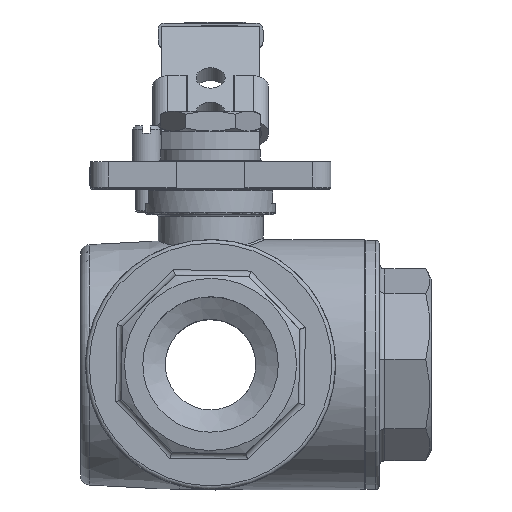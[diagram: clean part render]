
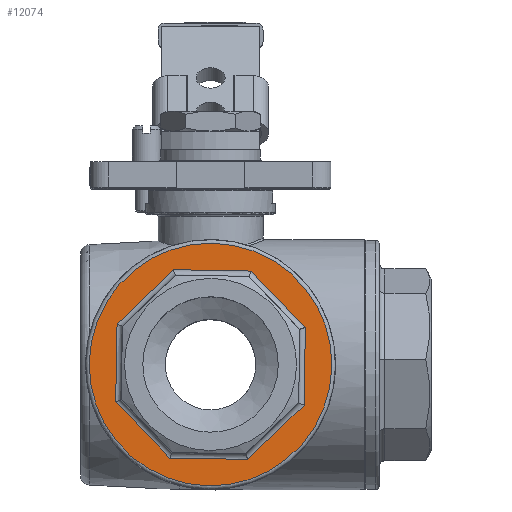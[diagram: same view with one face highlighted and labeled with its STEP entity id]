
A CAD part, top view. The second image highlights one B-rep face of the part: STEP entity #12074.
In plain terms, the highlighted face is planar.
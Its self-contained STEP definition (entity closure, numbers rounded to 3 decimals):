
#580=LINE('',#16764,#1695);
#583=LINE('',#16774,#1698);
#584=LINE('',#16779,#1699);
#587=LINE('',#16786,#1702);
#588=LINE('',#16791,#1703);
#591=LINE('',#16798,#1706);
#592=LINE('',#16803,#1707);
#594=LINE('',#16806,#1709);
#1695=VECTOR('',#13847,1000.);
#1698=VECTOR('',#13856,1000.);
#1699=VECTOR('',#13861,1000.);
#1702=VECTOR('',#13868,1000.);
#1703=VECTOR('',#13873,1000.);
#1706=VECTOR('',#13880,1000.);
#1707=VECTOR('',#13885,1000.);
#1709=VECTOR('',#13889,1000.);
#3082=ORIENTED_EDGE('',*,*,#6648,.T.);
#3083=ORIENTED_EDGE('',*,*,#6630,.T.);
#3084=ORIENTED_EDGE('',*,*,#6625,.T.);
#3085=ORIENTED_EDGE('',*,*,#6632,.T.);
#3086=ORIENTED_EDGE('',*,*,#6638,.T.);
#3087=ORIENTED_EDGE('',*,*,#6644,.T.);
#3088=ORIENTED_EDGE('',*,*,#6646,.T.);
#3089=ORIENTED_EDGE('',*,*,#6642,.T.);
#3090=ORIENTED_EDGE('',*,*,#6636,.T.);
#6625=EDGE_CURVE('',#8415,#8414,#580,.T.);
#6630=EDGE_CURVE('',#8417,#8415,#583,.T.);
#6632=EDGE_CURVE('',#8414,#8420,#584,.T.);
#6636=EDGE_CURVE('',#8421,#8417,#587,.T.);
#6638=EDGE_CURVE('',#8420,#8424,#588,.T.);
#6642=EDGE_CURVE('',#8425,#8421,#591,.T.);
#6644=EDGE_CURVE('',#8424,#8428,#592,.T.);
#6646=EDGE_CURVE('',#8428,#8425,#594,.T.);
#6648=EDGE_CURVE('',#8429,#8429,#9620,.T.);
#8414=VERTEX_POINT('',#16763);
#8415=VERTEX_POINT('',#16765);
#8417=VERTEX_POINT('',#16771);
#8420=VERTEX_POINT('',#16778);
#8421=VERTEX_POINT('',#16783);
#8424=VERTEX_POINT('',#16790);
#8425=VERTEX_POINT('',#16795);
#8428=VERTEX_POINT('',#16802);
#8429=VERTEX_POINT('',#16810);
#9620=CIRCLE('',#12939,33.5);
#9920=EDGE_LOOP('',(#3082));
#9921=EDGE_LOOP('',(#3083,#3084,#3085,#3086,#3087,#3088,#3089,#3090));
#10798=FACE_BOUND('',#9920,.T.);
#10799=FACE_BOUND('',#9921,.T.);
#11660=PLANE('',#12938);
#12074=ADVANCED_FACE('',(#10798,#10799),#11660,.F.);
#12938=AXIS2_PLACEMENT_3D('',#16808,#13891,#13892);
#12939=AXIS2_PLACEMENT_3D('',#16809,#13893,#13894);
#13847=DIRECTION('',(0.,-0.707,0.707));
#13856=DIRECTION('',(0.,0.,1.));
#13861=DIRECTION('',(0.,-1.,0.));
#13868=DIRECTION('',(0.,0.707,0.707));
#13873=DIRECTION('',(0.,-0.707,-0.707));
#13880=DIRECTION('',(0.,1.,0.));
#13885=DIRECTION('',(0.,0.,-1.));
#13889=DIRECTION('',(0.,0.707,-0.707));
#13891=DIRECTION('',(1.,0.,0.));
#13892=DIRECTION('',(0.,0.,-1.));
#13893=DIRECTION('',(-1.,0.,0.));
#13894=DIRECTION('',(0.,0.,1.));
#16763=CARTESIAN_POINT('',(15.,10.77,26.));
#16764=CARTESIAN_POINT('',(15.,32.385,4.385));
#16765=CARTESIAN_POINT('',(15.,26.,10.77));
#16771=CARTESIAN_POINT('',(15.,26.,-10.77));
#16774=CARTESIAN_POINT('',(15.,26.,0.));
#16778=CARTESIAN_POINT('',(15.,-10.77,26.));
#16779=CARTESIAN_POINT('',(15.,28.,26.));
#16783=CARTESIAN_POINT('',(15.,10.77,-26.));
#16786=CARTESIAN_POINT('',(15.,32.385,-4.385));
#16790=CARTESIAN_POINT('',(15.,-26.,10.77));
#16791=CARTESIAN_POINT('',(15.,-4.385,32.385));
#16795=CARTESIAN_POINT('',(15.,-10.77,-26.));
#16798=CARTESIAN_POINT('',(15.,28.,-26.));
#16802=CARTESIAN_POINT('',(15.,-26.,-10.77));
#16803=CARTESIAN_POINT('',(15.,-26.,0.));
#16806=CARTESIAN_POINT('',(15.,-4.385,-32.385));
#16808=CARTESIAN_POINT('',(15.,28.,0.));
#16809=CARTESIAN_POINT('',(15.,0.,0.));
#16810=CARTESIAN_POINT('',(15.,0.,33.5));
